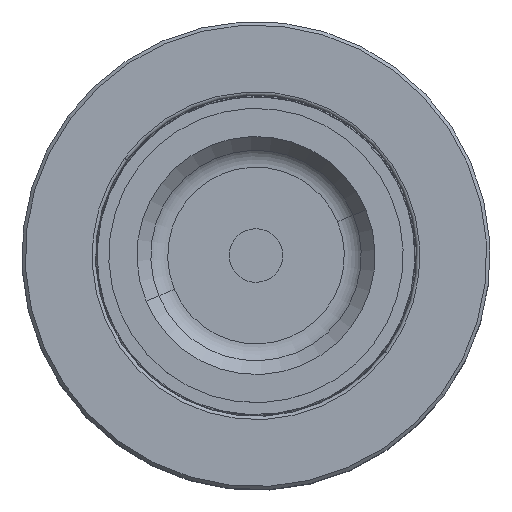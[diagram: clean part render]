
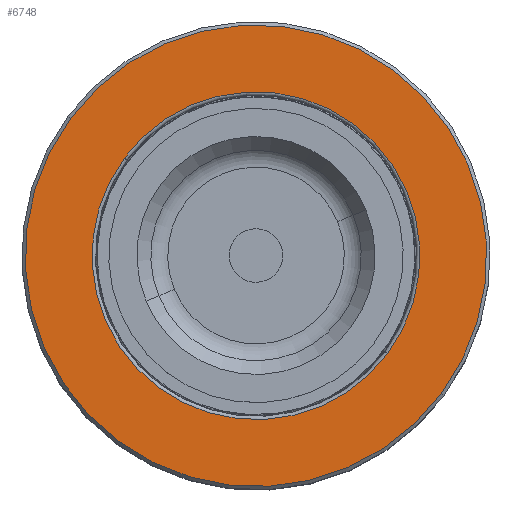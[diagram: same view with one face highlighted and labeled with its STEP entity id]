
A CAD part, top view. The second image highlights one B-rep face of the part: STEP entity #6748.
In plain terms, the highlighted face is planar.
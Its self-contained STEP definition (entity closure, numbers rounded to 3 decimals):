
#113 = AXIS2_PLACEMENT_3D ( 'NONE', #26200, #38889, #30495 ) ;
#2214 = ORIENTED_EDGE ( 'NONE', *, *, #45661, .T. ) ;
#3226 = AXIS2_PLACEMENT_3D ( 'NONE', #49930, #11502, #6858 ) ;
#4070 = CIRCLE ( 'NONE', #113, 24.5 ) ;
#4873 = VERTEX_POINT ( 'NONE', #51478 ) ;
#6748 = ADVANCED_FACE ( 'NONE', ( #40743, #38739 ), #45080, .T. ) ;
#6858 = DIRECTION ( 'NONE',  ( 0., 0., -1. ) ) ;
#8824 = VERTEX_POINT ( 'NONE', #12815 ) ;
#10016 = VERTEX_POINT ( 'NONE', #48714 ) ;
#10761 = EDGE_CURVE ( 'NONE', #4873, #10016, #4070, .T. ) ;
#11502 = DIRECTION ( 'NONE',  ( 0., -1., 0. ) ) ;
#11830 = DIRECTION ( 'NONE',  ( 0., 1., 0. ) ) ;
#12815 = CARTESIAN_POINT ( 'NONE',  ( 0., 35.687, -34.5 ) ) ;
#12930 = DIRECTION ( 'NONE',  ( 0., 0., -1. ) ) ;
#13635 = EDGE_LOOP ( 'NONE', ( #39102, #48203 ) ) ;
#20781 = ORIENTED_EDGE ( 'NONE', *, *, #10761, .T. ) ;
#23690 = CIRCLE ( 'NONE', #36258, 34.5 ) ;
#23783 = CIRCLE ( 'NONE', #40486, 34.5 ) ;
#25631 = CARTESIAN_POINT ( 'NONE',  ( 0., 35.687, 34.5 ) ) ;
#26200 = CARTESIAN_POINT ( 'NONE',  ( 0., 35.687, 0. ) ) ;
#27971 = VERTEX_POINT ( 'NONE', #25631 ) ;
#29718 = DIRECTION ( 'NONE',  ( 0., -1., 0. ) ) ;
#30347 = EDGE_CURVE ( 'NONE', #8824, #27971, #23783, .T. ) ;
#30495 = DIRECTION ( 'NONE',  ( 0., 0., -1. ) ) ;
#36258 = AXIS2_PLACEMENT_3D ( 'NONE', #46414, #37450, #50321 ) ;
#37450 = DIRECTION ( 'NONE',  ( 0., -1., 0. ) ) ;
#38739 = FACE_OUTER_BOUND ( 'NONE', #13635, .T. ) ;
#38889 = DIRECTION ( 'NONE',  ( 0., -1., 0. ) ) ;
#39102 = ORIENTED_EDGE ( 'NONE', *, *, #30347, .F. ) ;
#40486 = AXIS2_PLACEMENT_3D ( 'NONE', #47074, #29718, #12930 ) ;
#40743 = FACE_BOUND ( 'NONE', #51866, .T. ) ;
#41503 = CARTESIAN_POINT ( 'NONE',  ( 34.5, 35.687, 0. ) ) ;
#45080 = PLANE ( 'NONE',  #49730 ) ;
#45661 = EDGE_CURVE ( 'NONE', #10016, #4873, #47981, .T. ) ;
#46414 = CARTESIAN_POINT ( 'NONE',  ( 0., 35.687, 0. ) ) ;
#47074 = CARTESIAN_POINT ( 'NONE',  ( 0., 35.687, 0. ) ) ;
#47981 = CIRCLE ( 'NONE', #3226, 24.5 ) ;
#48203 = ORIENTED_EDGE ( 'NONE', *, *, #55149, .F. ) ;
#48714 = CARTESIAN_POINT ( 'NONE',  ( 0., 35.687, -24.5 ) ) ;
#49730 = AXIS2_PLACEMENT_3D ( 'NONE', #41503, #11830, #50078 ) ;
#49930 = CARTESIAN_POINT ( 'NONE',  ( 0., 35.687, 0. ) ) ;
#50078 = DIRECTION ( 'NONE',  ( 0., 0., 1. ) ) ;
#50321 = DIRECTION ( 'NONE',  ( 0., 0., -1. ) ) ;
#51478 = CARTESIAN_POINT ( 'NONE',  ( 0., 35.687, 24.5 ) ) ;
#51866 = EDGE_LOOP ( 'NONE', ( #2214, #20781 ) ) ;
#55149 = EDGE_CURVE ( 'NONE', #27971, #8824, #23690, .T. ) ;
